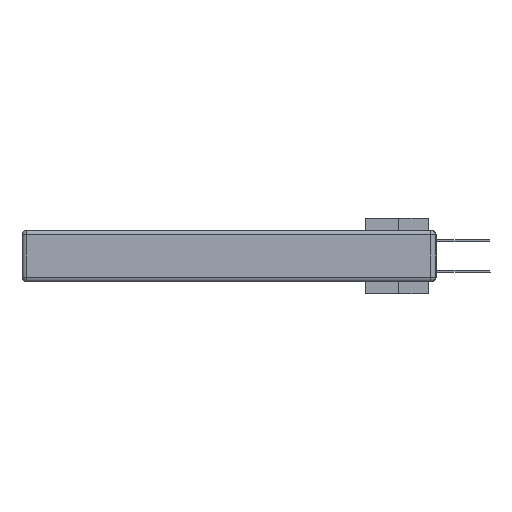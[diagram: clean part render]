
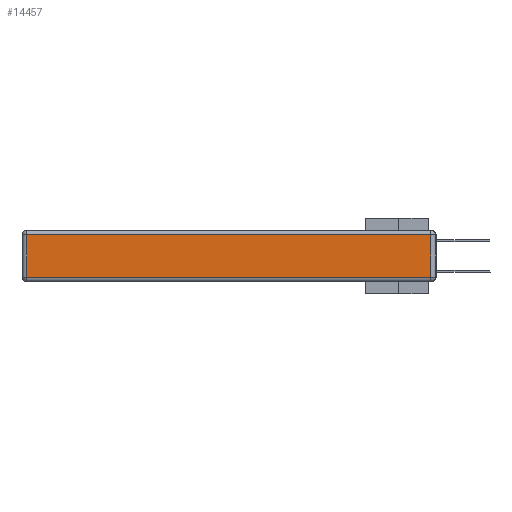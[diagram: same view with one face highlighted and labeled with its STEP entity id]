
A CAD part, left-side view. The second image highlights one B-rep face of the part: STEP entity #14457.
In plain terms, the highlighted planar face has unit normal (-1, 0, 0).
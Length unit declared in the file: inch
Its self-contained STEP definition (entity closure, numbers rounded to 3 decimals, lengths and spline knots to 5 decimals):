
#1190 = EDGE_CURVE ( 'NONE', #26071, #28017, #19229, .T. ) ;
#1719 = VECTOR ( 'NONE', #16935, 39.37008 ) ;
#4684 = CARTESIAN_POINT ( 'NONE',  ( 0., 2.72, -0.313 ) ) ;
#5519 = FACE_OUTER_BOUND ( 'NONE', #10762, .T. ) ;
#5745 = DIRECTION ( 'NONE',  ( 0., -1., 0. ) ) ;
#6852 = CARTESIAN_POINT ( 'NONE',  ( 0., 0.03, -0.313 ) ) ;
#7045 = VECTOR ( 'NONE', #9458, 39.37008 ) ;
#7625 = CARTESIAN_POINT ( 'NONE',  ( 0., 2.72, -0.03 ) ) ;
#8423 = AXIS2_PLACEMENT_3D ( 'NONE', #10383, #26712, #14803 ) ;
#9458 = DIRECTION ( 'NONE',  ( 0., 0., 1. ) ) ;
#10383 = CARTESIAN_POINT ( 'NONE',  ( 0., 0., -0.343 ) ) ;
#10632 = ORIENTED_EDGE ( 'NONE', *, *, #13349, .T. ) ;
#10762 = EDGE_LOOP ( 'NONE', ( #19354, #10632, #18380, #21715 ) ) ;
#11541 = CARTESIAN_POINT ( 'NONE',  ( 0., 0.03, -0.03 ) ) ;
#12057 = CARTESIAN_POINT ( 'NONE',  ( 0., 0.03, -0.343 ) ) ;
#13349 = EDGE_CURVE ( 'NONE', #13818, #28055, #16183, .T. ) ;
#13818 = VERTEX_POINT ( 'NONE', #6852 ) ;
#14457 = ADVANCED_FACE ( 'NONE', ( #5519 ), #16941, .T. ) ;
#14803 = DIRECTION ( 'NONE',  ( 0., 0., 1. ) ) ;
#16183 = LINE ( 'NONE', #12057, #7045 ) ;
#16935 = DIRECTION ( 'NONE',  ( 0., 0., -1. ) ) ;
#16941 = PLANE ( 'NONE',  #8423 ) ;
#18336 = VECTOR ( 'NONE', #5745, 39.37008 ) ;
#18380 = ORIENTED_EDGE ( 'NONE', *, *, #19333, .T. ) ;
#19229 = LINE ( 'NONE', #28545, #1719 ) ;
#19333 = EDGE_CURVE ( 'NONE', #28055, #26071, #27861, .T. ) ;
#19354 = ORIENTED_EDGE ( 'NONE', *, *, #19441, .T. ) ;
#19441 = EDGE_CURVE ( 'NONE', #28017, #13818, #19745, .T. ) ;
#19745 = LINE ( 'NONE', #24198, #18336 ) ;
#21140 = CARTESIAN_POINT ( 'NONE',  ( 0., 2.75, -0.03 ) ) ;
#21715 = ORIENTED_EDGE ( 'NONE', *, *, #1190, .T. ) ;
#24198 = CARTESIAN_POINT ( 'NONE',  ( 0., 0., -0.313 ) ) ;
#24209 = VECTOR ( 'NONE', #30128, 39.37008 ) ;
#26071 = VERTEX_POINT ( 'NONE', #7625 ) ;
#26712 = DIRECTION ( 'NONE',  ( -1., 0., 0. ) ) ;
#27861 = LINE ( 'NONE', #21140, #24209 ) ;
#28017 = VERTEX_POINT ( 'NONE', #4684 ) ;
#28055 = VERTEX_POINT ( 'NONE', #11541 ) ;
#28545 = CARTESIAN_POINT ( 'NONE',  ( 0., 2.72, -0.343 ) ) ;
#30128 = DIRECTION ( 'NONE',  ( 0., 1., 0. ) ) ;
